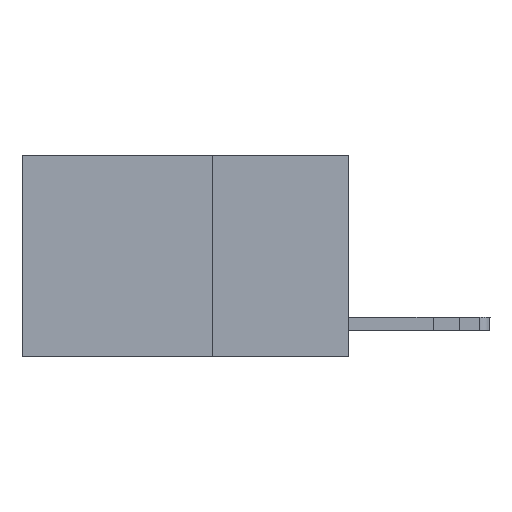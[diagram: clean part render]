
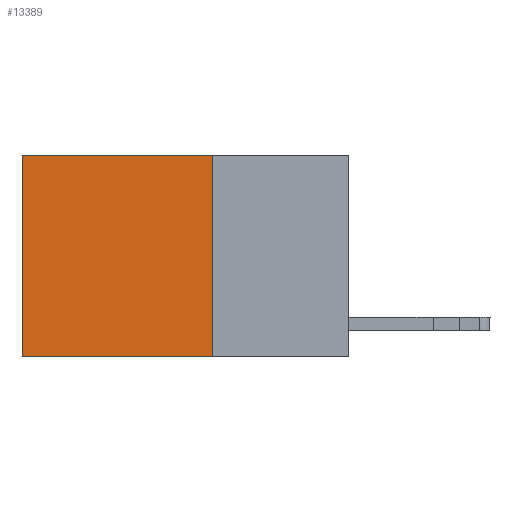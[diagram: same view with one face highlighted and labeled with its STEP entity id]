
A CAD part, left-side view. The second image highlights one B-rep face of the part: STEP entity #13389.
In plain terms, the highlighted planar face has unit normal (-1, 0, 0).
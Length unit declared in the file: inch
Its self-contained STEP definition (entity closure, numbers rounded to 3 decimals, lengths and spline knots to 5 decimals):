
#1768 = VECTOR ( 'NONE', #13633, 39.37008 ) ;
#2212 = AXIS2_PLACEMENT_3D ( 'NONE', #7343, #3626, #12170 ) ;
#2379 = PLANE ( 'NONE',  #2212 ) ;
#2988 = EDGE_CURVE ( 'NONE', #10605, #6199, #8159, .T. ) ;
#3251 = LINE ( 'NONE', #10983, #12621 ) ;
#3626 = DIRECTION ( 'NONE',  ( 1., 0., 0. ) ) ;
#3660 = DIRECTION ( 'NONE',  ( 0., 1., 0. ) ) ;
#3718 = CARTESIAN_POINT ( 'NONE',  ( 0.2625, 0.6, -0.37 ) ) ;
#3969 = EDGE_LOOP ( 'NONE', ( #12533, #6373, #7484, #10502 ) ) ;
#5795 = CARTESIAN_POINT ( 'NONE',  ( 0.2625, 0.25, 0. ) ) ;
#6049 = LINE ( 'NONE', #12404, #1768 ) ;
#6199 = VERTEX_POINT ( 'NONE', #3718 ) ;
#6373 = ORIENTED_EDGE ( 'NONE', *, *, #13643, .F. ) ;
#6388 = DIRECTION ( 'NONE',  ( 0., 0., -1. ) ) ;
#6838 = VERTEX_POINT ( 'NONE', #12818 ) ;
#7343 = CARTESIAN_POINT ( 'NONE',  ( 0.2625, 0.25, 0. ) ) ;
#7484 = ORIENTED_EDGE ( 'NONE', *, *, #9445, .F. ) ;
#7847 = DIRECTION ( 'NONE',  ( 0., 1., 0. ) ) ;
#8159 = LINE ( 'NONE', #8412, #10194 ) ;
#8412 = CARTESIAN_POINT ( 'NONE',  ( 0.2625, 0.6, 0. ) ) ;
#8545 = CARTESIAN_POINT ( 'NONE',  ( 0.2625, 0.6, 0. ) ) ;
#8942 = VERTEX_POINT ( 'NONE', #5795 ) ;
#9445 = EDGE_CURVE ( 'NONE', #8942, #6838, #6049, .T. ) ;
#10194 = VECTOR ( 'NONE', #6388, 39.37008 ) ;
#10502 = ORIENTED_EDGE ( 'NONE', *, *, #11221, .T. ) ;
#10605 = VERTEX_POINT ( 'NONE', #8545 ) ;
#10983 = CARTESIAN_POINT ( 'NONE',  ( 0.2625, 0.25, 0. ) ) ;
#11221 = EDGE_CURVE ( 'NONE', #8942, #10605, #3251, .T. ) ;
#11754 = FACE_OUTER_BOUND ( 'NONE', #3969, .T. ) ;
#11777 = LINE ( 'NONE', #13857, #14615 ) ;
#12170 = DIRECTION ( 'NONE',  ( 0., 0., -1. ) ) ;
#12404 = CARTESIAN_POINT ( 'NONE',  ( 0.2625, 0.25, 0. ) ) ;
#12533 = ORIENTED_EDGE ( 'NONE', *, *, #2988, .T. ) ;
#12621 = VECTOR ( 'NONE', #3660, 39.37008 ) ;
#12818 = CARTESIAN_POINT ( 'NONE',  ( 0.2625, 0.25, -0.37 ) ) ;
#13389 = ADVANCED_FACE ( 'NONE', ( #11754 ), #2379, .F. ) ;
#13633 = DIRECTION ( 'NONE',  ( 0., 0., -1. ) ) ;
#13643 = EDGE_CURVE ( 'NONE', #6838, #6199, #11777, .T. ) ;
#13857 = CARTESIAN_POINT ( 'NONE',  ( 0.2625, 0.25, -0.37 ) ) ;
#14615 = VECTOR ( 'NONE', #7847, 39.37008 ) ;
